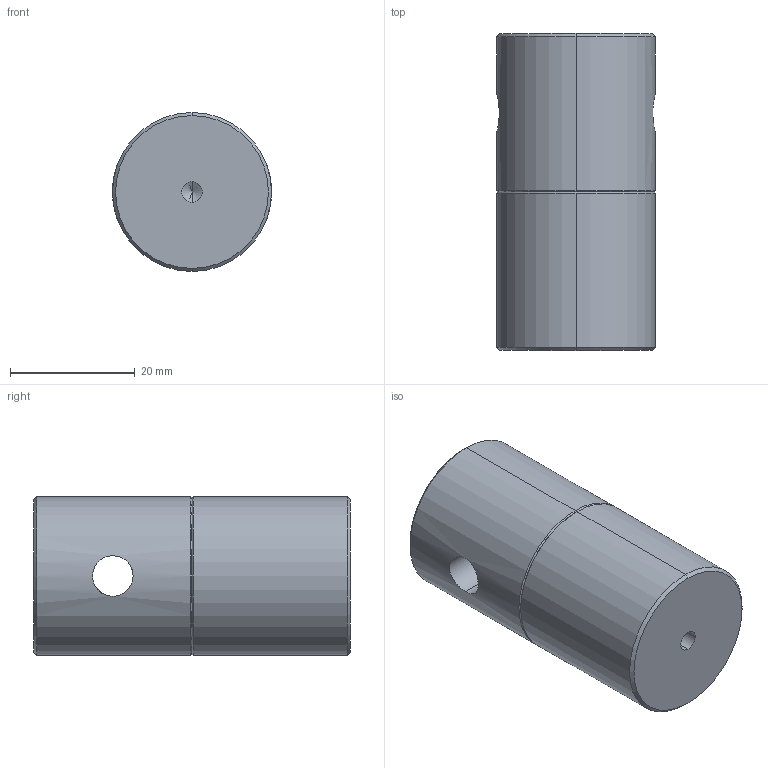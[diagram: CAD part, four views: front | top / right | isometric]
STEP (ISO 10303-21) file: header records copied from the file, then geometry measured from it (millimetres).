
FILE_DESCRIPTION (( 'STEP AP203' ), '1' );
FILE_NAME ('02FEP-2M.STEP', '2016-03-01T06:57:48', ( '' ), ( '' ), 'SwSTEP 2.0', 'SolidWorks 2016', '' );
FILE_SCHEMA (( 'CONFIG_CONTROL_DESIGN' ));
Length unit declared in the file: millimetre
Products named in the file (1): 02FEP-2M
Bounding box: 25.5 x 50.8 x 25.5 mm (x, y, z)
Volume: 24939.4 mm3; surface area: 5670.1 mm2
Topology: 1 solids, 1 shells, 24 faces, 52 edges, 28 vertices
Faces by surface type: cone 12, cylinder 10, plane 2
Entity records: 815 total; most frequent: CARTESIAN_POINT 225, DIRECTION 116, ORIENTED_EDGE 96, EDGE_CURVE 48, AXIS2_PLACEMENT_3D 47, VERTEX_POINT 28, EDGE_LOOP 28, FACE_OUTER_BOUND 24
